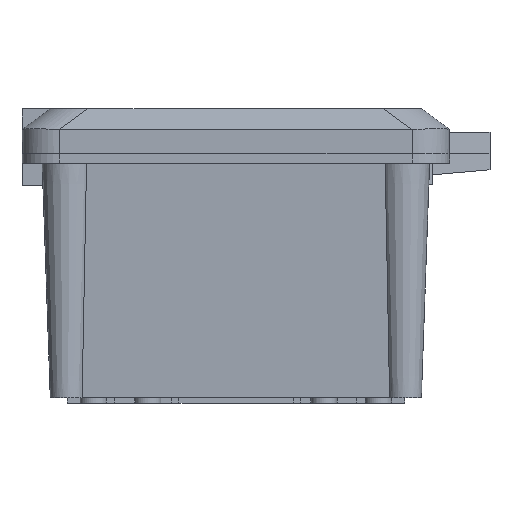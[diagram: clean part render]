
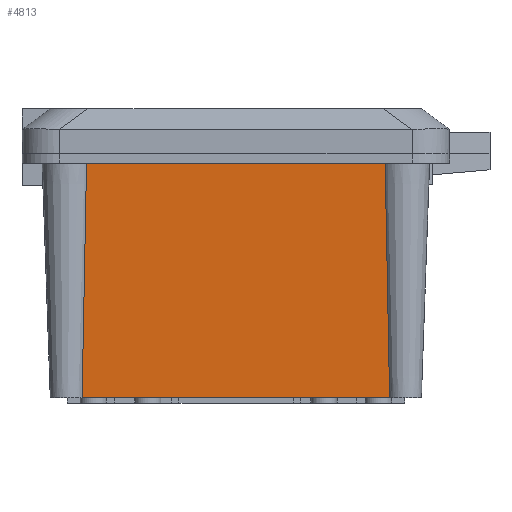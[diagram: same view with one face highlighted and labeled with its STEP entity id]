
A CAD part, front view. The second image highlights one B-rep face of the part: STEP entity #4813.
In plain terms, the highlighted face is planar.
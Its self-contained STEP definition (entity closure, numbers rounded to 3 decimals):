
#110 = VERTEX_POINT ( 'NONE', #7788 ) ;
#174 = CARTESIAN_POINT ( 'NONE',  ( -21.033, 314.952, -132. ) ) ;
#193 = ORIENTED_EDGE ( 'NONE', *, *, #6304, .F. ) ;
#270 = EDGE_CURVE ( 'NONE', #2986, #110, #7836, .T. ) ;
#693 = CARTESIAN_POINT ( 'NONE',  ( -21.79, 316.209, -95.991 ) ) ;
#842 = FACE_OUTER_BOUND ( 'NONE', #6850, .T. ) ;
#884 = CARTESIAN_POINT ( 'NONE',  ( -183.012, 318.459, -31.591 ) ) ;
#1441 = CARTESIAN_POINT ( 'NONE',  ( -18., 314.952, -132. ) ) ;
#1716 = B_SPLINE_CURVE_WITH_KNOTS ( 'NONE', 3,
 ( #7662, #884, #2210, #6420, #2953, #6246 ),
 .UNSPECIFIED., .F., .F.,
 ( 4, 2, 4 ),
 ( 0., 0.5, 1. ),
 .UNSPECIFIED. ) ;
#2070 = CARTESIAN_POINT ( 'NONE',  ( -22.988, 318.458, -31.605 ) ) ;
#2105 = LINE ( 'NONE', #1441, #6046 ) ;
#2210 = CARTESIAN_POINT ( 'NONE',  ( -183.417, 317.665, -54.303 ) ) ;
#2507 = ORIENTED_EDGE ( 'NONE', *, *, #6729, .T. ) ;
#2953 = CARTESIAN_POINT ( 'NONE',  ( -184.596, 315.548, -114.924 ) ) ;
#2986 = VERTEX_POINT ( 'NONE', #174 ) ;
#3747 = DIRECTION ( 'NONE',  ( -1., 0., 0. ) ) ;
#4196 = PLANE ( 'NONE',  #7153 ) ;
#4449 = ORIENTED_EDGE ( 'NONE', *, *, #4953, .F. ) ;
#4671 = VERTEX_POINT ( 'NONE', #5112 ) ;
#4770 = CARTESIAN_POINT ( 'NONE',  ( -22.582, 317.664, -54.324 ) ) ;
#4813 = ADVANCED_FACE ( 'NONE', ( #842 ), #4196, .T. ) ;
#4953 = EDGE_CURVE ( 'NONE', #5482, #4671, #1716, .T. ) ;
#5065 = CARTESIAN_POINT ( 'NONE',  ( -23.401, 319.317, -7. ) ) ;
#5112 = CARTESIAN_POINT ( 'NONE',  ( -184.967, 314.952, -132. ) ) ;
#5181 = ORIENTED_EDGE ( 'NONE', *, *, #270, .F. ) ;
#5482 = VERTEX_POINT ( 'NONE', #8553 ) ;
#5536 = CARTESIAN_POINT ( 'NONE',  ( -21.404, 315.548, -114.939 ) ) ;
#6046 = VECTOR ( 'NONE', #6665, 1000. ) ;
#6054 = CARTESIAN_POINT ( 'NONE',  ( -21.033, 314.952, -132. ) ) ;
#6246 = CARTESIAN_POINT ( 'NONE',  ( -184.967, 314.952, -132. ) ) ;
#6304 = EDGE_CURVE ( 'NONE', #110, #5482, #7056, .T. ) ;
#6420 = CARTESIAN_POINT ( 'NONE',  ( -184.209, 316.209, -95.97 ) ) ;
#6655 = DIRECTION ( 'NONE',  ( 0., 0.999, -0.035 ) ) ;
#6665 = DIRECTION ( 'NONE',  ( -1., 0., 0. ) ) ;
#6729 = EDGE_CURVE ( 'NONE', #2986, #4671, #2105, .T. ) ;
#6850 = EDGE_LOOP ( 'NONE', ( #5181, #2507, #4449, #193 ) ) ;
#6868 = CARTESIAN_POINT ( 'NONE',  ( -18., 316., -102. ) ) ;
#7056 = LINE ( 'NONE', #7834, #7198 ) ;
#7153 = AXIS2_PLACEMENT_3D ( 'NONE', #6868, #6655, #7574 ) ;
#7198 = VECTOR ( 'NONE', #3747, 1000. ) ;
#7574 = DIRECTION ( 'NONE',  ( -1., 0., 0. ) ) ;
#7662 = CARTESIAN_POINT ( 'NONE',  ( -182.599, 319.317, -7. ) ) ;
#7788 = CARTESIAN_POINT ( 'NONE',  ( -23.401, 319.317, -7. ) ) ;
#7834 = CARTESIAN_POINT ( 'NONE',  ( -18., 319.317, -7. ) ) ;
#7836 = B_SPLINE_CURVE_WITH_KNOTS ( 'NONE', 3,
 ( #6054, #5536, #693, #4770, #2070, #5065 ),
 .UNSPECIFIED., .F., .F.,
 ( 4, 2, 4 ),
 ( 0., 0.5, 1. ),
 .UNSPECIFIED. ) ;
#8553 = CARTESIAN_POINT ( 'NONE',  ( -182.599, 319.317, -7. ) ) ;
